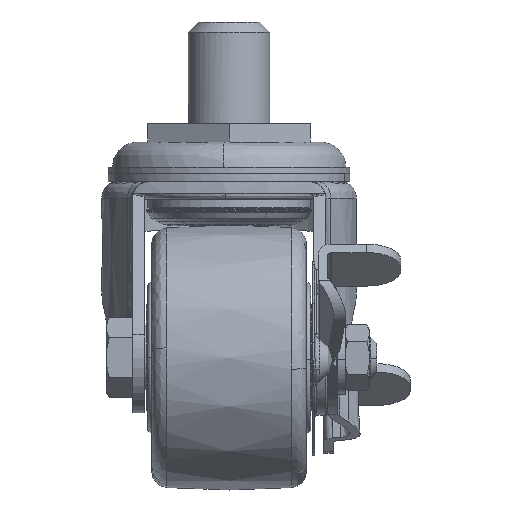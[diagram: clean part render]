
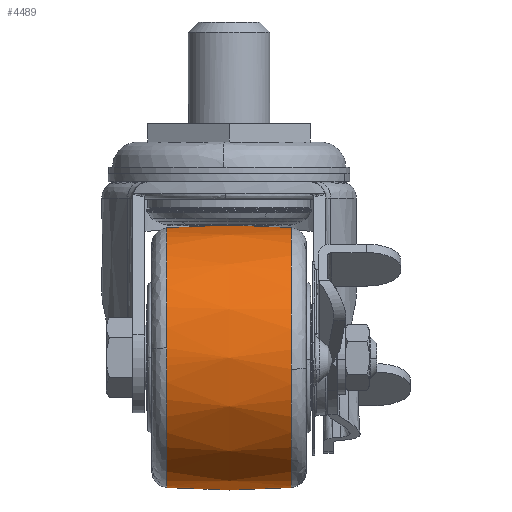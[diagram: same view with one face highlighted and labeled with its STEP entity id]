
A CAD part, left-side view. The second image highlights one B-rep face of the part: STEP entity #4489.
In plain terms, the highlighted free-form (B-spline) face has degree [2, 2] with [3, 7] control points.
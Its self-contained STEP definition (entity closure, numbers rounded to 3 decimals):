
#4215=CARTESIAN_POINT('',(-36.0,15.306,-84.914));
#4216=VERTEX_POINT('',#4215);
#4230=CARTESIAN_POINT('',(-67.823,15.306,-50.597));
#4231=VERTEX_POINT('',#4230);
#4232=CARTESIAN_POINT('',(-36.0,15.306,-84.914));
#4233=CARTESIAN_POINT('',(-67.913,15.306,-84.914));
#4234=CARTESIAN_POINT('',(-67.913,15.306,-53.));
#4235=CARTESIAN_POINT('',(-67.913,15.306,-51.797));
#4236=CARTESIAN_POINT('',(-67.823,15.306,-50.597));
#4244=(BOUNDED_CURVE()B_SPLINE_CURVE(2,(#4232,#4233,#4234,#4235,#4236),.UNSPECIFIED.,.F.,.U.)B_SPLINE_CURVE_WITH_KNOTS((3,2,3),(0.5,0.75,0.763),.UNSPECIFIED.)CURVE()GEOMETRIC_REPRESENTATION_ITEM()RATIONAL_B_SPLINE_CURVE((1.0,0.707,1.0,0.985,0.971))REPRESENTATION_ITEM(''));
#4245=EDGE_CURVE('',#4216,#4231,#4244,.T.);
#4296=CARTESIAN_POINT('',(-36.0,15.306,-21.087));
#4297=VERTEX_POINT('',#4296);
#4298=CARTESIAN_POINT('',(-67.823,15.306,-50.597));
#4299=CARTESIAN_POINT('',(-65.594,15.306,-21.087));
#4300=CARTESIAN_POINT('',(-36.0,15.306,-21.087));
#4308=(BOUNDED_CURVE()B_SPLINE_CURVE(2,(#4298,#4299,#4300),.UNSPECIFIED.,.F.,.U.)B_SPLINE_CURVE_WITH_KNOTS((3,3),(0.763,1.0),.UNSPECIFIED.)CURVE()GEOMETRIC_REPRESENTATION_ITEM()RATIONAL_B_SPLINE_CURVE((0.971,0.722,1.0))REPRESENTATION_ITEM(''));
#4309=EDGE_CURVE('',#4231,#4297,#4308,.T.);
#4359=CARTESIAN_POINT('',(-36.0,-15.306,-21.087));
#4360=VERTEX_POINT('',#4359);
#4361=CARTESIAN_POINT('',(-36.0,15.306,-21.087));
#4362=CARTESIAN_POINT('',(-36.0,0.,-19.912));
#4363=CARTESIAN_POINT('',(-36.0,-15.306,-21.087));
#4371=(BOUNDED_CURVE()B_SPLINE_CURVE(2,(#4361,#4362,#4363),.UNSPECIFIED.,.F.,.U.)B_SPLINE_CURVE_WITH_KNOTS((3,3),(0.436,0.564),.UNSPECIFIED.)CURVE()GEOMETRIC_REPRESENTATION_ITEM()RATIONAL_B_SPLINE_CURVE((0.92,0.917,0.92))REPRESENTATION_ITEM(''));
#4372=EDGE_CURVE('',#4297,#4360,#4371,.T.);
#4389=CARTESIAN_POINT('',(-36.0,-15.306,-84.914));
#4390=VERTEX_POINT('',#4389);
#4406=CARTESIAN_POINT('',(-36.,15.306,-84.914));
#4407=CARTESIAN_POINT('',(-36.,0.,-86.089));
#4408=CARTESIAN_POINT('',(-36.,-15.306,-84.914));
#4416=(BOUNDED_CURVE()B_SPLINE_CURVE(2,(#4406,#4407,#4408),.UNSPECIFIED.,.F.,.U.)B_SPLINE_CURVE_WITH_KNOTS((3,3),(0.436,0.564),.UNSPECIFIED.)CURVE()GEOMETRIC_REPRESENTATION_ITEM()RATIONAL_B_SPLINE_CURVE((0.92,0.917,0.92))REPRESENTATION_ITEM(''));
#4417=EDGE_CURVE('',#4216,#4390,#4416,.T.);
#4424=CARTESIAN_POINT('',(-35.111,16.83,-84.791));
#4425=CARTESIAN_POINT('',(-35.072,0.,-86.212));
#4426=CARTESIAN_POINT('',(-35.111,-16.83,-84.791));
#4427=CARTESIAN_POINT('',(-35.553,16.83,-84.791));
#4428=CARTESIAN_POINT('',(-35.533,0.,-86.212));
#4429=CARTESIAN_POINT('',(-35.553,-16.83,-84.791));
#4430=CARTESIAN_POINT('',(-67.791,16.83,-84.791));
#4431=CARTESIAN_POINT('',(-69.212,0.,-86.212));
#4432=CARTESIAN_POINT('',(-67.791,-16.83,-84.791));
#4433=CARTESIAN_POINT('',(-67.791,16.83,-53.));
#4434=CARTESIAN_POINT('',(-69.212,0.,-53.));
#4435=CARTESIAN_POINT('',(-67.791,-16.83,-53.));
#4436=CARTESIAN_POINT('',(-67.791,16.83,-21.21));
#4437=CARTESIAN_POINT('',(-69.212,0.,-19.789));
#4438=CARTESIAN_POINT('',(-67.791,-16.83,-21.21));
#4439=CARTESIAN_POINT('',(-35.553,16.83,-21.21));
#4440=CARTESIAN_POINT('',(-35.533,0.,-19.789));
#4441=CARTESIAN_POINT('',(-35.553,-16.83,-21.21));
#4442=CARTESIAN_POINT('',(-35.111,16.83,-21.21));
#4443=CARTESIAN_POINT('',(-35.072,0.,-19.789));
#4444=CARTESIAN_POINT('',(-35.111,-16.83,-21.21));
#4452=(BOUNDED_SURFACE()B_SPLINE_SURFACE(2,2,((#4424,#4427,#4430,#4433,#4436,#4439,#4442),(#4425,#4428,#4431,#4434,#4437,#4440,#4443),(#4426,#4429,#4432,#4435,#4438,#4441,#4444)),.UNSPECIFIED.,.F.,.F.,.U.)B_SPLINE_SURFACE_WITH_KNOTS((3,3),(3,1,2,1,3),(0.0,33.72),(0.0,1.077,54.925,108.772,109.849),.UNSPECIFIED.)GEOMETRIC_REPRESENTATION_ITEM()RATIONAL_B_SPLINE_SURFACE(((0.931,0.926,0.651,0.92,0.651,0.926,0.931),(0.928,0.922,0.649,0.917,0.649,0.922,0.928),(0.931,0.926,0.651,0.92,0.651,0.926,0.931)))REPRESENTATION_ITEM('')SURFACE());
#4453=ORIENTED_EDGE('',*,*,#4372,.F.);
#4454=ORIENTED_EDGE('',*,*,#4309,.F.);
#4455=ORIENTED_EDGE('',*,*,#4245,.F.);
#4456=ORIENTED_EDGE('',*,*,#4417,.T.);
#4457=CARTESIAN_POINT('',(-67.79,-15.306,-55.804));
#4458=VERTEX_POINT('',#4457);
#4459=CARTESIAN_POINT('',(-36.0,-15.306,-84.914));
#4460=CARTESIAN_POINT('',(-65.223,-15.306,-84.914));
#4461=CARTESIAN_POINT('',(-67.79,-15.306,-55.804));
#4469=(BOUNDED_CURVE()B_SPLINE_CURVE(2,(#4459,#4460,#4461),.UNSPECIFIED.,.F.,.U.)B_SPLINE_CURVE_WITH_KNOTS((3,3),(0.5,0.735),.UNSPECIFIED.)CURVE()GEOMETRIC_REPRESENTATION_ITEM()RATIONAL_B_SPLINE_CURVE((1.0,0.725,0.966))REPRESENTATION_ITEM(''));
#4470=EDGE_CURVE('',#4390,#4458,#4469,.T.);
#4471=ORIENTED_EDGE('',*,*,#4470,.T.);
#4472=CARTESIAN_POINT('',(-67.79,-15.306,-55.804));
#4473=CARTESIAN_POINT('',(-67.913,-15.306,-54.405));
#4474=CARTESIAN_POINT('',(-67.913,-15.306,-53.));
#4475=CARTESIAN_POINT('',(-67.913,-15.306,-21.087));
#4476=CARTESIAN_POINT('',(-36.0,-15.306,-21.087));
#4484=(BOUNDED_CURVE()B_SPLINE_CURVE(2,(#4472,#4473,#4474,#4475,#4476),.UNSPECIFIED.,.F.,.U.)B_SPLINE_CURVE_WITH_KNOTS((3,2,3),(0.735,0.75,1.0),.UNSPECIFIED.)CURVE()GEOMETRIC_REPRESENTATION_ITEM()RATIONAL_B_SPLINE_CURVE((0.966,0.982,1.0,0.707,1.0))REPRESENTATION_ITEM(''));
#4485=EDGE_CURVE('',#4458,#4360,#4484,.T.);
#4486=ORIENTED_EDGE('',*,*,#4485,.T.);
#4487=EDGE_LOOP('',(#4453,#4454,#4455,#4456,#4471,#4486));
#4488=FACE_OUTER_BOUND('',#4487,.T.);
#4489=ADVANCED_FACE('',(#4488),#4452,.T.);
